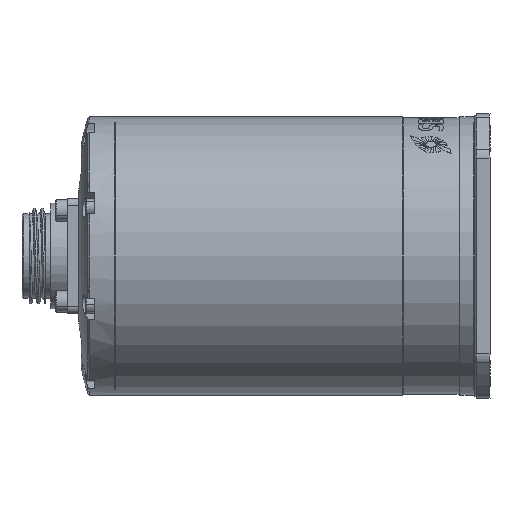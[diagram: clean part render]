
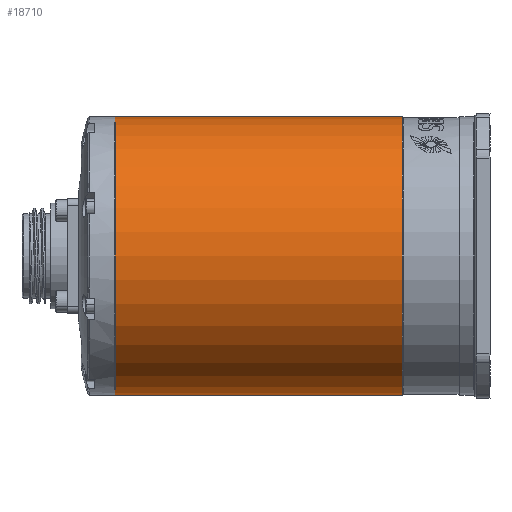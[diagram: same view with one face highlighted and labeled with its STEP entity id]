
A CAD part, left-side view. The second image highlights one B-rep face of the part: STEP entity #18710.
In plain terms, the highlighted cylindrical face has radius 46 mm (diameter 92 mm), a partial arc.
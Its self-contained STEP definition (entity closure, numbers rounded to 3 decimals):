
#97 = DIRECTION ( 'NONE',  ( 0., 1., 0. ) ) ;
#131 = VECTOR ( 'NONE', #97, 1000. ) ;
#1982 = CARTESIAN_POINT ( 'NONE',  ( 0., 29., -46. ) ) ;
#3391 = EDGE_CURVE ( 'NONE', #45874, #48171, #4166, .T. ) ;
#4166 = LINE ( 'NONE', #38963, #39214 ) ;
#4588 = AXIS2_PLACEMENT_3D ( 'NONE', #7411, #34472, #11247 ) ;
#6282 = VERTEX_POINT ( 'NONE', #25558 ) ;
#7133 = CIRCLE ( 'NONE', #22923, 46. ) ;
#7411 = CARTESIAN_POINT ( 'NONE',  ( 0., 29., 0. ) ) ;
#9772 = FACE_OUTER_BOUND ( 'NONE', #44135, .T. ) ;
#11247 = DIRECTION ( 'NONE',  ( 0., 0., 1. ) ) ;
#12827 = DIRECTION ( 'NONE',  ( 0., 1., 0. ) ) ;
#16757 = ORIENTED_EDGE ( 'NONE', *, *, #45970, .T. ) ;
#18710 = ADVANCED_FACE ( 'NONE', ( #9772 ), #46061, .T. ) ;
#20616 = LINE ( 'NONE', #35048, #131 ) ;
#21580 = ORIENTED_EDGE ( 'NONE', *, *, #3391, .T. ) ;
#22065 = CARTESIAN_POINT ( 'NONE',  ( 0., 29., 46. ) ) ;
#22923 = AXIS2_PLACEMENT_3D ( 'NONE', #36039, #12827, #39907 ) ;
#25558 = CARTESIAN_POINT ( 'NONE',  ( 0., 124., -46. ) ) ;
#25630 = CIRCLE ( 'NONE', #4588, 46. ) ;
#25814 = ORIENTED_EDGE ( 'NONE', *, *, #41748, .F. ) ;
#26595 = CARTESIAN_POINT ( 'NONE',  ( 0., 185.723, 0. ) ) ;
#26653 = ORIENTED_EDGE ( 'NONE', *, *, #37692, .F. ) ;
#27529 = VERTEX_POINT ( 'NONE', #1982 ) ;
#33904 = DIRECTION ( 'NONE',  ( 0., 1., 0. ) ) ;
#34472 = DIRECTION ( 'NONE',  ( 0., 1., 0. ) ) ;
#35048 = CARTESIAN_POINT ( 'NONE',  ( 0., 185.723, -46. ) ) ;
#35094 = DIRECTION ( 'NONE',  ( 0., 1., 0. ) ) ;
#36039 = CARTESIAN_POINT ( 'NONE',  ( 0., 124., 0. ) ) ;
#37692 = EDGE_CURVE ( 'NONE', #6282, #48171, #7133, .T. ) ;
#38041 = CARTESIAN_POINT ( 'NONE',  ( 0., 124., 46. ) ) ;
#38963 = CARTESIAN_POINT ( 'NONE',  ( 0., 185.723, 46. ) ) ;
#39214 = VECTOR ( 'NONE', #35094, 1000. ) ;
#39907 = DIRECTION ( 'NONE',  ( 0., 0., 1. ) ) ;
#41748 = EDGE_CURVE ( 'NONE', #27529, #6282, #20616, .T. ) ;
#44135 = EDGE_LOOP ( 'NONE', ( #25814, #16757, #21580, #26653 ) ) ;
#45823 = AXIS2_PLACEMENT_3D ( 'NONE', #26595, #33904, #49909 ) ;
#45874 = VERTEX_POINT ( 'NONE', #22065 ) ;
#45970 = EDGE_CURVE ( 'NONE', #27529, #45874, #25630, .T. ) ;
#46061 = CYLINDRICAL_SURFACE ( 'NONE', #45823, 46. ) ;
#48171 = VERTEX_POINT ( 'NONE', #38041 ) ;
#49909 = DIRECTION ( 'NONE',  ( 0., 0., 1. ) ) ;
